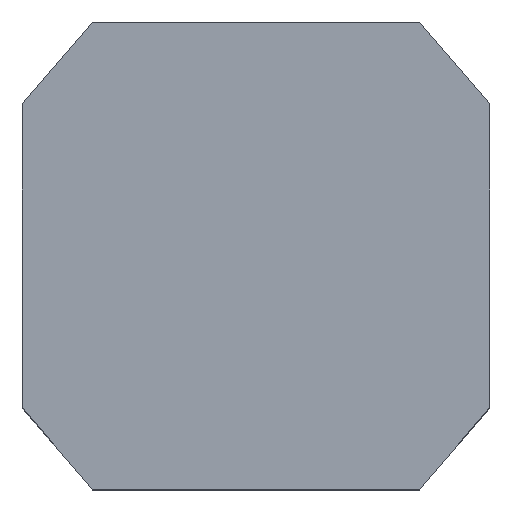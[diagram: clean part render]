
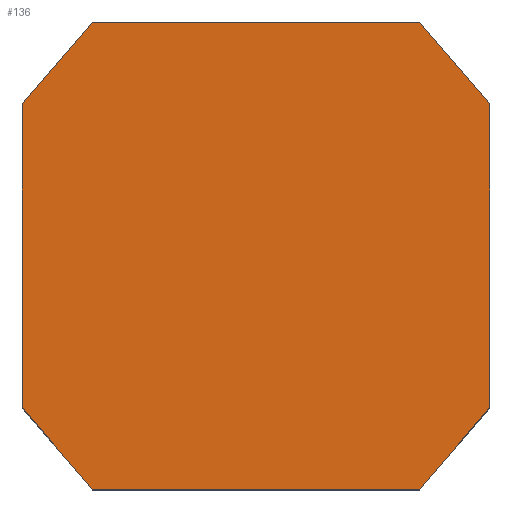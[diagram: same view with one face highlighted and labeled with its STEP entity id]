
A CAD part, top view. The second image highlights one B-rep face of the part: STEP entity #136.
In plain terms, the highlighted planar face has unit normal (0, 0, 1).
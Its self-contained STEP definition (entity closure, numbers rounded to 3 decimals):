
#5 = CARTESIAN_POINT ( 'NONE',  ( 14., 20.323, 29. ) ) ;
#11 = VERTEX_POINT ( 'NONE', #313 ) ;
#13 = VECTOR ( 'NONE', #135, 1000. ) ;
#24 = LINE ( 'NONE', #402, #388 ) ;
#26 = CARTESIAN_POINT ( 'NONE',  ( 14., -19.677, 29. ) ) ;
#44 = ORIENTED_EDGE ( 'NONE', *, *, #443, .F. ) ;
#45 = DIRECTION ( 'NONE',  ( 0., -1., 0. ) ) ;
#48 = LINE ( 'NONE', #304, #99 ) ;
#54 = VECTOR ( 'NONE', #364, 1000. ) ;
#66 = DIRECTION ( 'NONE',  ( 1., 0., 0. ) ) ;
#79 = VERTEX_POINT ( 'NONE', #348 ) ;
#83 = CARTESIAN_POINT ( 'NONE',  ( -14., 20.323, 29. ) ) ;
#84 = EDGE_CURVE ( 'NONE', #300, #79, #250, .T. ) ;
#88 = AXIS2_PLACEMENT_3D ( 'NONE', #444, #449, #414 ) ;
#99 = VECTOR ( 'NONE', #45, 1000. ) ;
#111 = DIRECTION ( 'NONE',  ( 0.651, -0.759, 0. ) ) ;
#122 = ORIENTED_EDGE ( 'NONE', *, *, #390, .T. ) ;
#124 = LINE ( 'NONE', #213, #13 ) ;
#127 = VERTEX_POINT ( 'NONE', #186 ) ;
#130 = CARTESIAN_POINT ( 'NONE',  ( 20., -12.682, 29. ) ) ;
#135 = DIRECTION ( 'NONE',  ( -0.651, 0.759, 0. ) ) ;
#136 = ADVANCED_FACE ( 'NONE', ( #379 ), #261, .F. ) ;
#153 = VERTEX_POINT ( 'NONE', #231 ) ;
#154 = EDGE_CURVE ( 'NONE', #127, #454, #48, .T. ) ;
#170 = DIRECTION ( 'NONE',  ( 1., 0., 0. ) ) ;
#174 = VECTOR ( 'NONE', #66, 1000. ) ;
#186 = CARTESIAN_POINT ( 'NONE',  ( 20., 13.328, 29. ) ) ;
#201 = EDGE_LOOP ( 'NONE', ( #416, #122, #305, #334, #310, #345, #204, #44 ) ) ;
#204 = ORIENTED_EDGE ( 'NONE', *, *, #218, .F. ) ;
#205 = CARTESIAN_POINT ( 'NONE',  ( -14., -19.677, 29. ) ) ;
#213 = CARTESIAN_POINT ( 'NONE',  ( -14., -19.677, 29. ) ) ;
#215 = LINE ( 'NONE', #477, #54 ) ;
#218 = EDGE_CURVE ( 'NONE', #153, #127, #332, .T. ) ;
#231 = CARTESIAN_POINT ( 'NONE',  ( 14., 20.323, 29. ) ) ;
#232 = VERTEX_POINT ( 'NONE', #260 ) ;
#233 = DIRECTION ( 'NONE',  ( -0.651, -0.759, 0. ) ) ;
#235 = LINE ( 'NONE', #83, #307 ) ;
#240 = VECTOR ( 'NONE', #367, 1000. ) ;
#250 = LINE ( 'NONE', #205, #174 ) ;
#260 = CARTESIAN_POINT ( 'NONE',  ( -20., -12.682, 29. ) ) ;
#261 = PLANE ( 'NONE',  #88 ) ;
#266 = EDGE_CURVE ( 'NONE', #448, #11, #235, .T. ) ;
#296 = CARTESIAN_POINT ( 'NONE',  ( -14., 20.323, 29. ) ) ;
#300 = VERTEX_POINT ( 'NONE', #311 ) ;
#302 = EDGE_CURVE ( 'NONE', #300, #232, #124, .T. ) ;
#304 = CARTESIAN_POINT ( 'NONE',  ( 20., 13.328, 29. ) ) ;
#305 = ORIENTED_EDGE ( 'NONE', *, *, #302, .F. ) ;
#307 = VECTOR ( 'NONE', #233, 1000. ) ;
#310 = ORIENTED_EDGE ( 'NONE', *, *, #465, .T. ) ;
#311 = CARTESIAN_POINT ( 'NONE',  ( -14., -19.677, 29. ) ) ;
#313 = CARTESIAN_POINT ( 'NONE',  ( -20., 13.328, 29. ) ) ;
#332 = LINE ( 'NONE', #5, #435 ) ;
#334 = ORIENTED_EDGE ( 'NONE', *, *, #84, .T. ) ;
#345 = ORIENTED_EDGE ( 'NONE', *, *, #154, .F. ) ;
#348 = CARTESIAN_POINT ( 'NONE',  ( 14., -19.677, 29. ) ) ;
#364 = DIRECTION ( 'NONE',  ( 0., -1., 0. ) ) ;
#367 = DIRECTION ( 'NONE',  ( 0.651, 0.759, 0. ) ) ;
#379 = FACE_OUTER_BOUND ( 'NONE', #201, .T. ) ;
#388 = VECTOR ( 'NONE', #170, 1000. ) ;
#390 = EDGE_CURVE ( 'NONE', #11, #232, #215, .T. ) ;
#402 = CARTESIAN_POINT ( 'NONE',  ( -14., 20.323, 29. ) ) ;
#409 = LINE ( 'NONE', #26, #240 ) ;
#414 = DIRECTION ( 'NONE',  ( -1., 0., 0. ) ) ;
#416 = ORIENTED_EDGE ( 'NONE', *, *, #266, .T. ) ;
#435 = VECTOR ( 'NONE', #111, 1000. ) ;
#443 = EDGE_CURVE ( 'NONE', #448, #153, #24, .T. ) ;
#444 = CARTESIAN_POINT ( 'NONE',  ( 0., 0., 29. ) ) ;
#448 = VERTEX_POINT ( 'NONE', #296 ) ;
#449 = DIRECTION ( 'NONE',  ( 0., 0., -1. ) ) ;
#454 = VERTEX_POINT ( 'NONE', #130 ) ;
#465 = EDGE_CURVE ( 'NONE', #79, #454, #409, .T. ) ;
#477 = CARTESIAN_POINT ( 'NONE',  ( -20., 13.328, 29. ) ) ;
